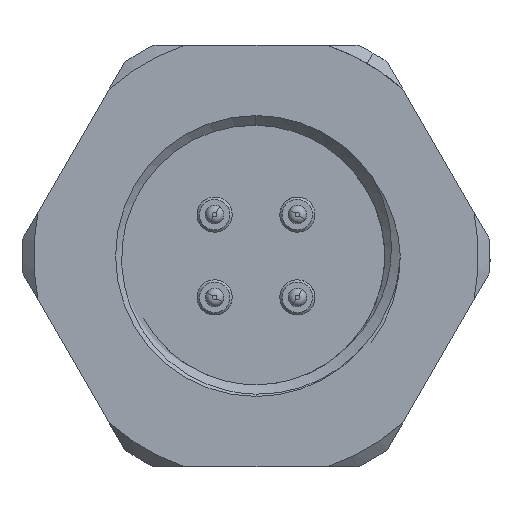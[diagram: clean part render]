
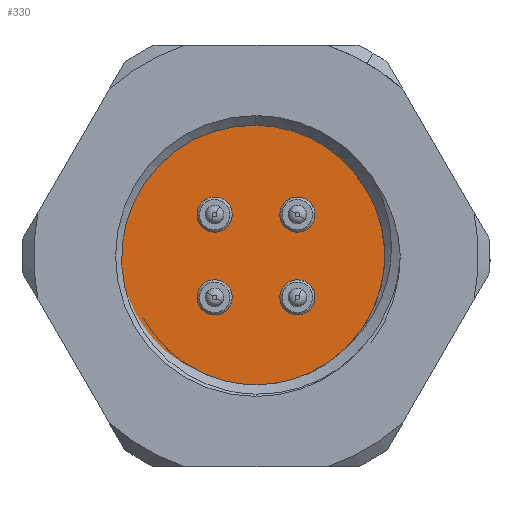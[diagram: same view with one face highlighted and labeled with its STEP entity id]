
A CAD part, left-side view. The second image highlights one B-rep face of the part: STEP entity #330.
In plain terms, the highlighted face is planar.
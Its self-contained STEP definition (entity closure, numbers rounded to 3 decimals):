
#163 = CARTESIAN_POINT ( 'NONE',  ( 9.5, 0., -6. ) ) ;
#330 = ADVANCED_FACE ( 'NONE', ( #1206, #14308, #2920, #13972, #18934 ), #17650, .F. ) ;
#450 = CARTESIAN_POINT ( 'NONE',  ( 9.5, -1.768, 1.018 ) ) ;
#1040 = EDGE_CURVE ( 'NONE', #2157, #19151, #19787, .T. ) ;
#1206 = FACE_BOUND ( 'NONE', #8851, .T. ) ;
#1688 = DIRECTION ( 'NONE',  ( 1., 0., 0. ) ) ;
#1728 = AXIS2_PLACEMENT_3D ( 'NONE', #7770, #17904, #19318 ) ;
#1759 = CIRCLE ( 'NONE', #5911, 0.75 ) ;
#2157 = VERTEX_POINT ( 'NONE', #4882 ) ;
#2161 = ORIENTED_EDGE ( 'NONE', *, *, #10712, .F. ) ;
#2440 = CARTESIAN_POINT ( 'NONE',  ( 9.5, 1.768, 1.018 ) ) ;
#2496 = EDGE_CURVE ( 'NONE', #8325, #11477, #13199, .T. ) ;
#2783 = ORIENTED_EDGE ( 'NONE', *, *, #11604, .F. ) ;
#2920 = FACE_BOUND ( 'NONE', #13714, .T. ) ;
#2950 = ORIENTED_EDGE ( 'NONE', *, *, #9658, .T. ) ;
#2952 = CARTESIAN_POINT ( 'NONE',  ( 9.5, -1.768, -1.018 ) ) ;
#3525 = DIRECTION ( 'NONE',  ( 0., 0., -1. ) ) ;
#3770 = ORIENTED_EDGE ( 'NONE', *, *, #2496, .F. ) ;
#3846 = AXIS2_PLACEMENT_3D ( 'NONE', #12499, #18853, #15946 ) ;
#3925 = EDGE_LOOP ( 'NONE', ( #7762, #2161 ) ) ;
#4452 = CARTESIAN_POINT ( 'NONE',  ( 9.5, 4.5, 0. ) ) ;
#4695 = CARTESIAN_POINT ( 'NONE',  ( 9.5, 1.768, 1.768 ) ) ;
#4882 = CARTESIAN_POINT ( 'NONE',  ( 9.5, 1.768, -2.518 ) ) ;
#4997 = CARTESIAN_POINT ( 'NONE',  ( 9.5, 1.768, 2.518 ) ) ;
#5164 = CIRCLE ( 'NONE', #1728, 0.75 ) ;
#5233 = EDGE_CURVE ( 'NONE', #20623, #6741, #11366, .T. ) ;
#5396 = ORIENTED_EDGE ( 'NONE', *, *, #12345, .F. ) ;
#5534 = CIRCLE ( 'NONE', #6230, 0.75 ) ;
#5644 = CARTESIAN_POINT ( 'NONE',  ( 9.5, 0., 0. ) ) ;
#5669 = CARTESIAN_POINT ( 'NONE',  ( 9.5, 1.768, -1.768 ) ) ;
#5911 = AXIS2_PLACEMENT_3D ( 'NONE', #4695, #18294, #9782 ) ;
#6230 = AXIS2_PLACEMENT_3D ( 'NONE', #13505, #8848, #20410 ) ;
#6741 = VERTEX_POINT ( 'NONE', #4997 ) ;
#7147 = CARTESIAN_POINT ( 'NONE',  ( 9.5, 1.768, -1.768 ) ) ;
#7196 = AXIS2_PLACEMENT_3D ( 'NONE', #16937, #18332, #3525 ) ;
#7534 = ORIENTED_EDGE ( 'NONE', *, *, #1040, .F. ) ;
#7679 = ORIENTED_EDGE ( 'NONE', *, *, #11737, .T. ) ;
#7762 = ORIENTED_EDGE ( 'NONE', *, *, #8648, .F. ) ;
#7770 = CARTESIAN_POINT ( 'NONE',  ( 9.5, -1.768, 1.768 ) ) ;
#8325 = VERTEX_POINT ( 'NONE', #14136 ) ;
#8648 = EDGE_CURVE ( 'NONE', #13822, #15724, #5164, .T. ) ;
#8821 = EDGE_LOOP ( 'NONE', ( #7679, #2950 ) ) ;
#8830 = VERTEX_POINT ( 'NONE', #18312 ) ;
#8848 = DIRECTION ( 'NONE',  ( 1., 0., 0. ) ) ;
#8851 = EDGE_LOOP ( 'NONE', ( #19060, #2783 ) ) ;
#9128 = DIRECTION ( 'NONE',  ( 1., 0., 0. ) ) ;
#9224 = DIRECTION ( 'NONE',  ( -1., 0., 0. ) ) ;
#9236 = CARTESIAN_POINT ( 'NONE',  ( 9.5, -1.768, -1.768 ) ) ;
#9534 = DIRECTION ( 'NONE',  ( 0., 0., 1. ) ) ;
#9658 = EDGE_CURVE ( 'NONE', #8830, #16192, #15545, .T. ) ;
#9782 = DIRECTION ( 'NONE',  ( 0., 0., -1. ) ) ;
#10466 = AXIS2_PLACEMENT_3D ( 'NONE', #5669, #10654, #14110 ) ;
#10654 = DIRECTION ( 'NONE',  ( 1., 0., 0. ) ) ;
#10712 = EDGE_CURVE ( 'NONE', #15724, #13822, #5534, .T. ) ;
#10835 = AXIS2_PLACEMENT_3D ( 'NONE', #4452, #9224, #9534 ) ;
#11366 = CIRCLE ( 'NONE', #7196, 0.75 ) ;
#11477 = VERTEX_POINT ( 'NONE', #2952 ) ;
#11604 = EDGE_CURVE ( 'NONE', #6741, #20623, #1759, .T. ) ;
#11737 = EDGE_CURVE ( 'NONE', #16192, #8830, #17306, .T. ) ;
#11758 = AXIS2_PLACEMENT_3D ( 'NONE', #18027, #1688, #14891 ) ;
#12345 = EDGE_CURVE ( 'NONE', #11477, #8325, #18664, .T. ) ;
#12499 = CARTESIAN_POINT ( 'NONE',  ( 9.5, -1.768, -1.768 ) ) ;
#12635 = CARTESIAN_POINT ( 'NONE',  ( 9.5, 1.768, -1.018 ) ) ;
#13199 = CIRCLE ( 'NONE', #3846, 0.75 ) ;
#13505 = CARTESIAN_POINT ( 'NONE',  ( 9.5, -1.768, 1.768 ) ) ;
#13714 = EDGE_LOOP ( 'NONE', ( #3770, #5396 ) ) ;
#13822 = VERTEX_POINT ( 'NONE', #450 ) ;
#13972 = FACE_BOUND ( 'NONE', #18748, .T. ) ;
#14110 = DIRECTION ( 'NONE',  ( 0., 0., -1. ) ) ;
#14136 = CARTESIAN_POINT ( 'NONE',  ( 9.5, -1.768, -2.518 ) ) ;
#14308 = FACE_BOUND ( 'NONE', #3925, .T. ) ;
#14420 = CARTESIAN_POINT ( 'NONE',  ( 9.5, -1.768, 2.518 ) ) ;
#14891 = DIRECTION ( 'NONE',  ( 0., 0., -1. ) ) ;
#15545 = CIRCLE ( 'NONE', #11758, 6. ) ;
#15724 = VERTEX_POINT ( 'NONE', #14420 ) ;
#15946 = DIRECTION ( 'NONE',  ( 0., 0., -1. ) ) ;
#16192 = VERTEX_POINT ( 'NONE', #163 ) ;
#16202 = CIRCLE ( 'NONE', #16884, 0.75 ) ;
#16884 = AXIS2_PLACEMENT_3D ( 'NONE', #7147, #20549, #17098 ) ;
#16892 = DIRECTION ( 'NONE',  ( 1., 0., 0. ) ) ;
#16937 = CARTESIAN_POINT ( 'NONE',  ( 9.5, 1.768, 1.768 ) ) ;
#16949 = AXIS2_PLACEMENT_3D ( 'NONE', #5644, #16892, #20025 ) ;
#17098 = DIRECTION ( 'NONE',  ( 0., 0., -1. ) ) ;
#17306 = CIRCLE ( 'NONE', #16949, 6. ) ;
#17650 = PLANE ( 'NONE',  #10835 ) ;
#17904 = DIRECTION ( 'NONE',  ( 1., 0., 0. ) ) ;
#18027 = CARTESIAN_POINT ( 'NONE',  ( 9.5, 0., 0. ) ) ;
#18250 = ORIENTED_EDGE ( 'NONE', *, *, #21257, .F. ) ;
#18294 = DIRECTION ( 'NONE',  ( 1., 0., 0. ) ) ;
#18312 = CARTESIAN_POINT ( 'NONE',  ( 9.5, 0., 6. ) ) ;
#18332 = DIRECTION ( 'NONE',  ( 1., 0., 0. ) ) ;
#18664 = CIRCLE ( 'NONE', #20758, 0.75 ) ;
#18748 = EDGE_LOOP ( 'NONE', ( #7534, #18250 ) ) ;
#18853 = DIRECTION ( 'NONE',  ( 1., 0., 0. ) ) ;
#18934 = FACE_OUTER_BOUND ( 'NONE', #8821, .T. ) ;
#19060 = ORIENTED_EDGE ( 'NONE', *, *, #5233, .F. ) ;
#19151 = VERTEX_POINT ( 'NONE', #12635 ) ;
#19318 = DIRECTION ( 'NONE',  ( 0., 0., -1. ) ) ;
#19787 = CIRCLE ( 'NONE', #10466, 0.75 ) ;
#20025 = DIRECTION ( 'NONE',  ( 0., 0., -1. ) ) ;
#20410 = DIRECTION ( 'NONE',  ( 0., 0., -1. ) ) ;
#20549 = DIRECTION ( 'NONE',  ( 1., 0., 0. ) ) ;
#20623 = VERTEX_POINT ( 'NONE', #2440 ) ;
#20674 = DIRECTION ( 'NONE',  ( 0., 0., -1. ) ) ;
#20758 = AXIS2_PLACEMENT_3D ( 'NONE', #9236, #9128, #20674 ) ;
#21257 = EDGE_CURVE ( 'NONE', #19151, #2157, #16202, .T. ) ;
